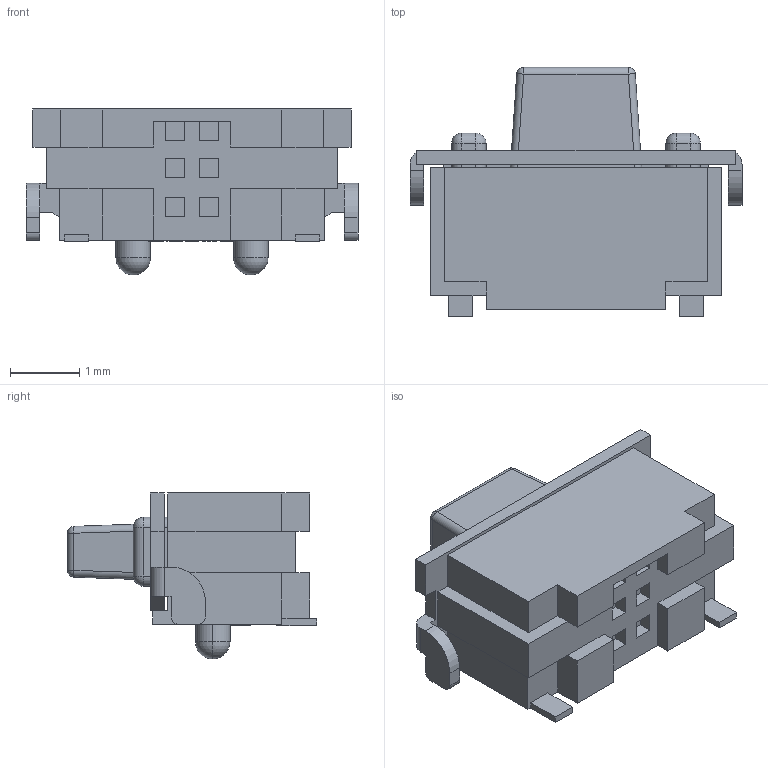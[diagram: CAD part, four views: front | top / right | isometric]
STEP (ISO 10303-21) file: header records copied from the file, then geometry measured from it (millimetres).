
FILE_DESCRIPTION((''),'2;1');
FILE_NAME('29','2021-09-04T22:38:00',('Administrator'),(''),'CREO PARAMETRIC BY PTC INC, 2016510','CREO PARAMETRIC BY PTC INC, 2016510','');
FILE_SCHEMA(('CONFIG_CONTROL_DESIGN','GEOMETRIC_VALIDATION_PROPERTIES_MIM'));
Length unit declared in the file: millimetre
Products named in the file (1): 29
Bounding box: 4.8 x 3.6 x 2.4 mm (x, y, z)
Volume: 17.8 mm3; surface area: 69.4 mm2
Topology: 1 solids, 1 shells, 295 faces, 803 edges, 518 vertices
Faces by surface type: plane 231, cylinder 48, sphere 16
Entity records: 11338 total; most frequent: CARTESIAN_POINT 1638, ORIENTED_EDGE 1598, DIRECTION 1489, EDGE_CURVE 799, VECTOR 691, LINE 691, VERTEX_POINT 518, AXIS2_PLACEMENT_3D 399
